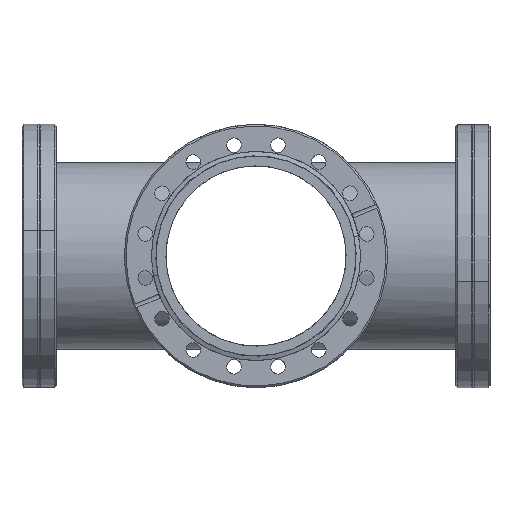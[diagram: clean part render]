
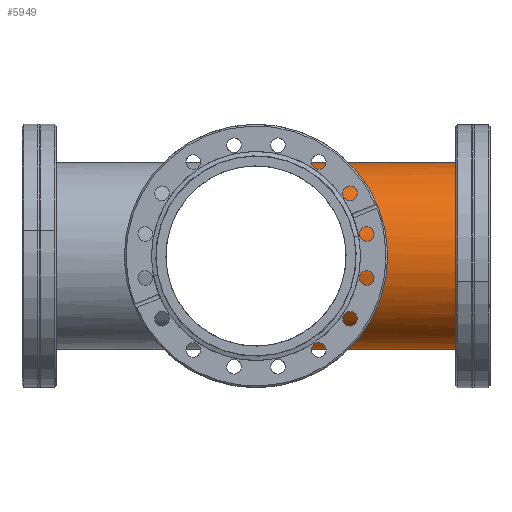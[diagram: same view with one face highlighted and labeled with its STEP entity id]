
A CAD part, left-side view. The second image highlights one B-rep face of the part: STEP entity #5949.
In plain terms, the highlighted cylindrical face has radius 54 mm (diameter 108 mm), a partial arc.
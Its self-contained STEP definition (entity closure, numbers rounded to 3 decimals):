
#334 = CARTESIAN_POINT ( 'NONE',  ( 0., -125.5, 54. ) ) ;
#680 = VERTEX_POINT ( 'NONE', #334 ) ;
#923 = ORIENTED_EDGE ( 'NONE', *, *, #10020, .F. ) ;
#1183 = EDGE_CURVE ( 'NONE', #3096, #680, #4449, .T. ) ;
#1283 = DIRECTION ( 'NONE',  ( 0., 0., -1. ) ) ;
#1303 = LINE ( 'NONE', #12983, #3698 ) ;
#1475 = CARTESIAN_POINT ( 'NONE',  ( -108., -108., -54. ) ) ;
#1514 = VERTEX_POINT ( 'NONE', #10967 ) ;
#1520 = CARTESIAN_POINT ( 'NONE',  ( -108., -108., 54. ) ) ;
#1799 = CARTESIAN_POINT ( 'NONE',  ( 0., -125.5, 0. ) ) ;
#1887 = DIRECTION ( 'NONE',  ( 0., 1., 0. ) ) ;
#1923 = DIRECTION ( 'NONE',  ( 0., 0., -1. ) ) ;
#1999 = VERTEX_POINT ( 'NONE', #2167 ) ;
#2167 = CARTESIAN_POINT ( 'NONE',  ( 0., 0., 54. ) ) ;
#2654 = FACE_OUTER_BOUND ( 'NONE', #3258, .T. ) ;
#3096 = VERTEX_POINT ( 'NONE', #8335 ) ;
#3258 = EDGE_LOOP ( 'NONE', ( #10963, #11600, #923, #11311 ) ) ;
#3698 = VECTOR ( 'NONE', #9790, 1000. ) ;
#4449 = CIRCLE ( 'NONE', #9820, 54. ) ;
#4556 = CARTESIAN_POINT ( 'NONE',  ( 0., 0., -54. ) ) ;
#5290 = DIRECTION ( 'NONE',  ( 0., 1., 0. ) ) ;
#5832 = AXIS2_PLACEMENT_3D ( 'NONE', #6266, #5290, #1283 ) ;
#5949 = ADVANCED_FACE ( 'NONE', ( #2654 ), #6796, .T. ) ;
#6175 =( BOUNDED_CURVE ( )  B_SPLINE_CURVE ( 3, ( #4556, #1475, #1520, #8644 ),
 .UNSPECIFIED., .F., .F. ) 
 B_SPLINE_CURVE_WITH_KNOTS ( ( 4, 4 ),
 ( 1.571, 4.712 ),
 .UNSPECIFIED. ) 
 CURVE ( )  GEOMETRIC_REPRESENTATION_ITEM ( )  RATIONAL_B_SPLINE_CURVE ( ( 1., 0.333, 0.333, 1. ) ) 
 REPRESENTATION_ITEM ( '' )  );
#6266 = CARTESIAN_POINT ( 'NONE',  ( 0., -130., 0. ) ) ;
#6796 = CYLINDRICAL_SURFACE ( 'NONE', #5832, 54. ) ;
#8335 = CARTESIAN_POINT ( 'NONE',  ( 0., -125.5, -54. ) ) ;
#8644 = CARTESIAN_POINT ( 'NONE',  ( 0., 0., 54. ) ) ;
#8790 = EDGE_CURVE ( 'NONE', #3096, #1514, #1303, .T. ) ;
#8953 = DIRECTION ( 'NONE',  ( 0., 1., 0. ) ) ;
#9098 = LINE ( 'NONE', #13177, #11540 ) ;
#9790 = DIRECTION ( 'NONE',  ( 0., 1., 0. ) ) ;
#9820 = AXIS2_PLACEMENT_3D ( 'NONE', #1799, #1887, #1923 ) ;
#10020 = EDGE_CURVE ( 'NONE', #1514, #1999, #6175, .T. ) ;
#10963 = ORIENTED_EDGE ( 'NONE', *, *, #1183, .T. ) ;
#10967 = CARTESIAN_POINT ( 'NONE',  ( 0., 0., -54. ) ) ;
#11311 = ORIENTED_EDGE ( 'NONE', *, *, #8790, .F. ) ;
#11540 = VECTOR ( 'NONE', #8953, 1000. ) ;
#11600 = ORIENTED_EDGE ( 'NONE', *, *, #12674, .T. ) ;
#12674 = EDGE_CURVE ( 'NONE', #680, #1999, #9098, .T. ) ;
#12983 = CARTESIAN_POINT ( 'NONE',  ( 0., -130., -54. ) ) ;
#13177 = CARTESIAN_POINT ( 'NONE',  ( 0., -130., 54. ) ) ;
